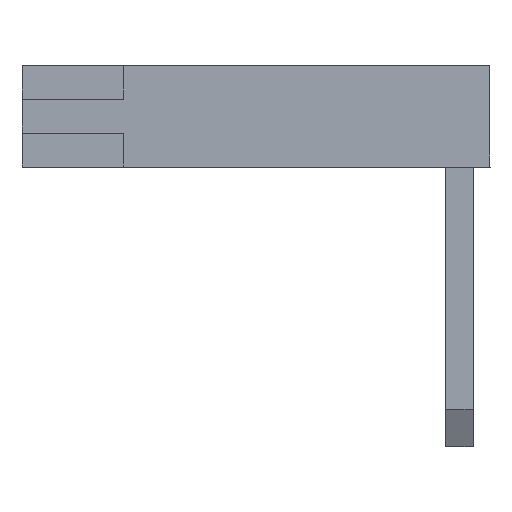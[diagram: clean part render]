
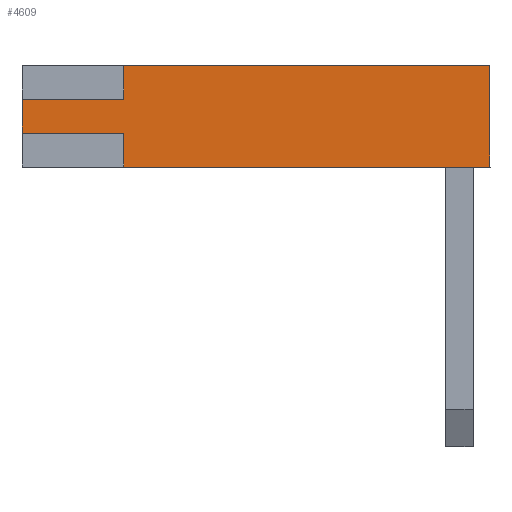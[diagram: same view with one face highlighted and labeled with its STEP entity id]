
A CAD part, left-side view. The second image highlights one B-rep face of the part: STEP entity #4609.
In plain terms, the highlighted planar face has unit normal (-1, 0, 0).
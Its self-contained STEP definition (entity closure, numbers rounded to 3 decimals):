
#4592=AXIS2_PLACEMENT_3D('Plane Axis2P3D',#4589,#4590,#4591) ;
#1201=CARTESIAN_POINT('Vertex',(0.,10.8,11.244)) ;
#1204=CARTESIAN_POINT('Line Origine',(0.,5.4,11.244)) ;
#1208=CARTESIAN_POINT('Vertex',(0.,0.,11.244)) ;
#2495=CARTESIAN_POINT('Vertex',(0.,0.,8.244)) ;
#2498=CARTESIAN_POINT('Line Origine',(0.,5.4,8.244)) ;
#2502=CARTESIAN_POINT('Vertex',(0.,10.8,8.244)) ;
#3045=CARTESIAN_POINT('Vertex',(0.,10.8,9.244)) ;
#3051=CARTESIAN_POINT('Control Point',(0.,13.8,9.244)) ;
#3052=CARTESIAN_POINT('Control Point',(0.,10.8,9.244)) ;
#3053=CARTESIAN_POINT('Vertex',(0.,13.8,9.244)) ;
#3092=CARTESIAN_POINT('Vertex',(0.,10.8,10.244)) ;
#3108=CARTESIAN_POINT('Vertex',(0.,13.8,10.244)) ;
#3111=CARTESIAN_POINT('Line Origine',(0.,12.3,10.244)) ;
#3229=CARTESIAN_POINT('Line Origine',(0.,10.8,8.744)) ;
#3824=CARTESIAN_POINT('Line Origine',(0.,10.8,10.744)) ;
#3860=CARTESIAN_POINT('Line Origine',(0.,13.8,9.744)) ;
#4589=CARTESIAN_POINT('Axis2P3D Location',(0.,0.,8.244)) ;
#4594=CARTESIAN_POINT('Line Origine',(0.,0.,9.744)) ;
#1205=DIRECTION('Vector Direction',(0.,1.,0.)) ;
#2499=DIRECTION('Vector Direction',(0.,1.,0.)) ;
#3112=DIRECTION('Vector Direction',(0.,1.,0.)) ;
#3230=DIRECTION('Vector Direction',(0.,0.,1.)) ;
#3825=DIRECTION('Vector Direction',(0.,0.,1.)) ;
#3861=DIRECTION('Vector Direction',(0.,0.,1.)) ;
#4590=DIRECTION('Axis2P3D Direction',(1.,0.,-0.)) ;
#4591=DIRECTION('Axis2P3D XDirection',(0.,1.,0.)) ;
#4595=DIRECTION('Vector Direction',(0.,0.,1.)) ;
#1206=VECTOR('Line Direction',#1205,1.) ;
#2500=VECTOR('Line Direction',#2499,1.) ;
#3113=VECTOR('Line Direction',#3112,1.) ;
#3231=VECTOR('Line Direction',#3230,1.) ;
#3826=VECTOR('Line Direction',#3825,1.) ;
#3862=VECTOR('Line Direction',#3861,1.) ;
#4596=VECTOR('Line Direction',#4595,1.) ;
#4600=ORIENTED_EDGE('',*,*,#1210,.T.) ;
#4601=ORIENTED_EDGE('',*,*,#3828,.F.) ;
#4602=ORIENTED_EDGE('',*,*,#3115,.T.) ;
#4603=ORIENTED_EDGE('',*,*,#3864,.F.) ;
#4604=ORIENTED_EDGE('',*,*,#3055,.T.) ;
#4605=ORIENTED_EDGE('',*,*,#3233,.F.) ;
#4606=ORIENTED_EDGE('',*,*,#2504,.T.) ;
#4607=ORIENTED_EDGE('',*,*,#4598,.T.) ;
#4609=ADVANCED_FACE('QV',(#4608),#4593,.F.) ;
#3050=B_SPLINE_CURVE_WITH_KNOTS('',1,(#3051,#3052),.UNSPECIFIED.,.F.,.U.,(2,2),(0.,3.),.UNSPECIFIED.) ;
#1210=EDGE_CURVE('',#1209,#1202,#1207,.T.) ;
#2504=EDGE_CURVE('',#2503,#2496,#2501,.F.) ;
#3055=EDGE_CURVE('',#3054,#3046,#3050,.T.) ;
#3115=EDGE_CURVE('',#3093,#3109,#3114,.T.) ;
#3233=EDGE_CURVE('',#2503,#3046,#3232,.T.) ;
#3828=EDGE_CURVE('',#3093,#1202,#3827,.T.) ;
#3864=EDGE_CURVE('',#3054,#3109,#3863,.T.) ;
#4598=EDGE_CURVE('',#2496,#1209,#4597,.T.) ;
#4599=EDGE_LOOP('',(#4600,#4601,#4602,#4603,#4604,#4605,#4606,#4607)) ;
#4608=FACE_OUTER_BOUND('',#4599,.T.) ;
#1207=LINE('Line',#1204,#1206) ;
#2501=LINE('Line',#2498,#2500) ;
#3114=LINE('Line',#3111,#3113) ;
#3232=LINE('Line',#3229,#3231) ;
#3827=LINE('Line',#3824,#3826) ;
#3863=LINE('Line',#3860,#3862) ;
#4597=LINE('Line',#4594,#4596) ;
#4593=PLANE('',#4592) ;
#1202=VERTEX_POINT('',#1201) ;
#1209=VERTEX_POINT('',#1208) ;
#2496=VERTEX_POINT('',#2495) ;
#2503=VERTEX_POINT('',#2502) ;
#3046=VERTEX_POINT('',#3045) ;
#3054=VERTEX_POINT('',#3053) ;
#3093=VERTEX_POINT('',#3092) ;
#3109=VERTEX_POINT('',#3108) ;
